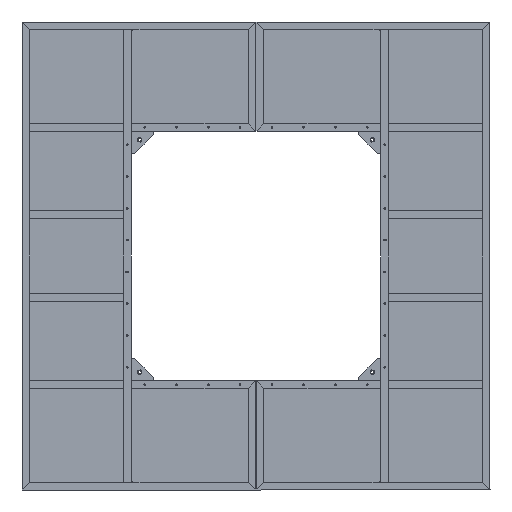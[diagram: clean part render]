
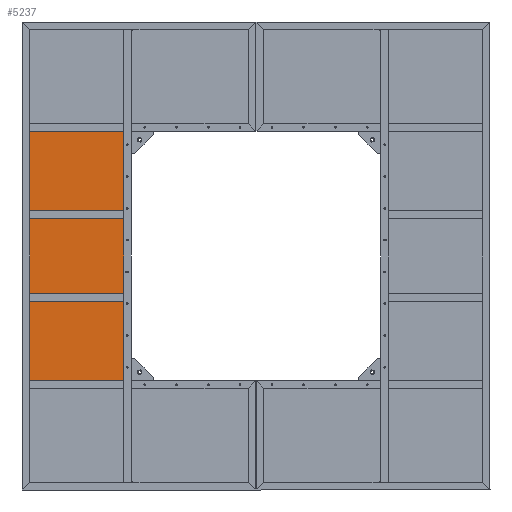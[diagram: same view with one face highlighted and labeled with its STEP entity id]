
A CAD part, front view. The second image highlights one B-rep face of the part: STEP entity #5237.
In plain terms, the highlighted planar face has unit normal (0, -1, 0).
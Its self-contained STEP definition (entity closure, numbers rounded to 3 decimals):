
#394 = DIRECTION ( 'NONE',  ( 1., 0., 0. ) ) ;
#678 = ORIENTED_EDGE ( 'NONE', *, *, #3122, .F. ) ;
#1342 = LINE ( 'NONE', #4759, #3238 ) ;
#1565 = LINE ( 'NONE', #8387, #9614 ) ;
#1931 = CARTESIAN_POINT ( 'NONE',  ( -750., -3., -312. ) ) ;
#2086 = EDGE_CURVE ( 'NONE', #4577, #8903, #6298, .T. ) ;
#2317 = EDGE_LOOP ( 'NONE', ( #5550, #8401, #4312, #678 ) ) ;
#2911 = VERTEX_POINT ( 'NONE', #5264 ) ;
#3122 = EDGE_CURVE ( 'NONE', #2911, #4723, #1342, .T. ) ;
#3238 = VECTOR ( 'NONE', #3888, 1000. ) ;
#3373 = CARTESIAN_POINT ( 'NONE',  ( -750., -3., -312. ) ) ;
#3488 = CARTESIAN_POINT ( 'NONE',  ( -750., -3., 312. ) ) ;
#3888 = DIRECTION ( 'NONE',  ( -1., 0., 0. ) ) ;
#4201 = VECTOR ( 'NONE', #4716, 1000. ) ;
#4312 = ORIENTED_EDGE ( 'NONE', *, *, #7222, .F. ) ;
#4577 = VERTEX_POINT ( 'NONE', #3488 ) ;
#4716 = DIRECTION ( 'NONE',  ( 1., 0., 0. ) ) ;
#4718 = CARTESIAN_POINT ( 'NONE',  ( 750., -3., -312. ) ) ;
#4723 = VERTEX_POINT ( 'NONE', #1931 ) ;
#4759 = CARTESIAN_POINT ( 'NONE',  ( 750., -3., -312. ) ) ;
#4869 = CARTESIAN_POINT ( 'NONE',  ( 750., -3., 312. ) ) ;
#5237 = ADVANCED_FACE ( 'NONE', ( #8245 ), #7512, .F. ) ;
#5264 = CARTESIAN_POINT ( 'NONE',  ( 750., -3., -312. ) ) ;
#5550 = ORIENTED_EDGE ( 'NONE', *, *, #11148, .F. ) ;
#5691 = DIRECTION ( 'NONE',  ( 0., 1., 0. ) ) ;
#6298 = LINE ( 'NONE', #6363, #4201 ) ;
#6363 = CARTESIAN_POINT ( 'NONE',  ( -750., -3., 312. ) ) ;
#6868 = DIRECTION ( 'NONE',  ( 0., 0., 1. ) ) ;
#7222 = EDGE_CURVE ( 'NONE', #4723, #4577, #7721, .T. ) ;
#7512 = PLANE ( 'NONE',  #10607 ) ;
#7721 = LINE ( 'NONE', #3373, #7742 ) ;
#7742 = VECTOR ( 'NONE', #6868, 1000. ) ;
#8245 = FACE_OUTER_BOUND ( 'NONE', #2317, .T. ) ;
#8387 = CARTESIAN_POINT ( 'NONE',  ( 750., -3., 312. ) ) ;
#8401 = ORIENTED_EDGE ( 'NONE', *, *, #2086, .F. ) ;
#8903 = VERTEX_POINT ( 'NONE', #4869 ) ;
#9308 = DIRECTION ( 'NONE',  ( 0., 0., -1. ) ) ;
#9614 = VECTOR ( 'NONE', #9308, 1000. ) ;
#10607 = AXIS2_PLACEMENT_3D ( 'NONE', #4718, #5691, #394 ) ;
#11148 = EDGE_CURVE ( 'NONE', #8903, #2911, #1565, .T. ) ;
